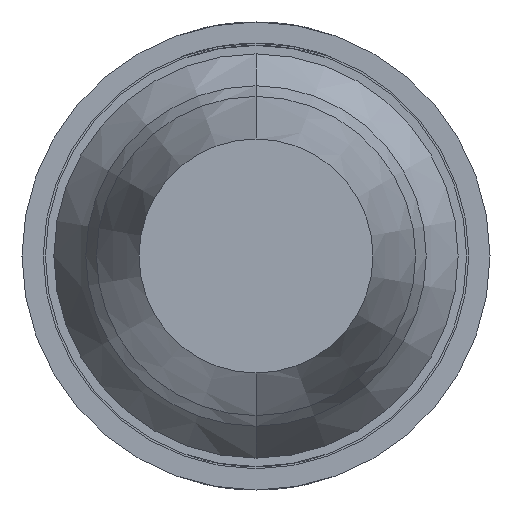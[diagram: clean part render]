
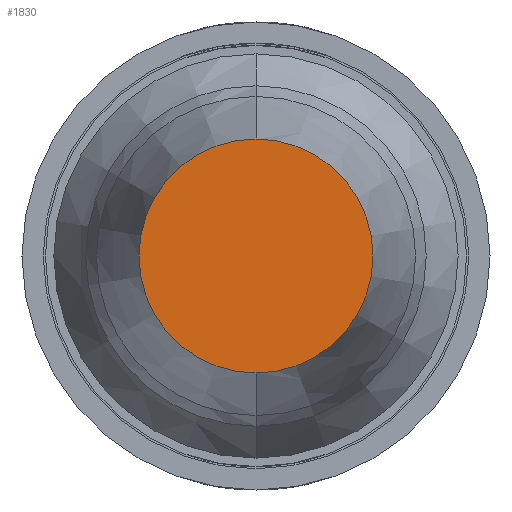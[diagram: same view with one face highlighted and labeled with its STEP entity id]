
A CAD part, front view. The second image highlights one B-rep face of the part: STEP entity #1830.
In plain terms, the highlighted planar face has unit normal (0, -1, 0).
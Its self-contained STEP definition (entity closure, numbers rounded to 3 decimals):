
#244 = AXIS2_PLACEMENT_3D ( 'NONE', #3444, #2315, #6597 ) ;
#419 = AXIS2_PLACEMENT_3D ( 'NONE', #1372, #3575, #1947 ) ;
#596 = AXIS2_PLACEMENT_3D ( 'NONE', #4009, #2967, #828 ) ;
#828 = DIRECTION ( 'NONE',  ( 0., 0., 1. ) ) ;
#1266 = EDGE_LOOP ( 'NONE', ( #4132, #1738 ) ) ;
#1372 = CARTESIAN_POINT ( 'NONE',  ( 0., -39.2, 0. ) ) ;
#1738 = ORIENTED_EDGE ( 'NONE', *, *, #1962, .F. ) ;
#1830 = ADVANCED_FACE ( 'Defeature ausgef�hrt2_49', ( #6029 ), #2291, .T. ) ;
#1876 = CARTESIAN_POINT ( 'NONE',  ( 0., -39.2, 0.55 ) ) ;
#1947 = DIRECTION ( 'NONE',  ( 0., 0., 1. ) ) ;
#1962 = EDGE_CURVE ( 'Defeature ausgef�hrt2_48+Defeature ausgef�hrt2_49+Defeature ausgef�hrt2_49+Defeature ausgef�hrt2_49', #2970, #4204, #3707, .T. ) ;
#2291 = PLANE ( 'NONE',  #244 ) ;
#2315 = DIRECTION ( 'NONE',  ( 0., -1., 0. ) ) ;
#2885 = CARTESIAN_POINT ( 'NONE',  ( 0., -39.2, -0.55 ) ) ;
#2967 = DIRECTION ( 'NONE',  ( 0., 1., 0. ) ) ;
#2970 = VERTEX_POINT ( 'NONE', #2885 ) ;
#3444 = CARTESIAN_POINT ( 'NONE',  ( -0.55, -39.2, 0. ) ) ;
#3575 = DIRECTION ( 'NONE',  ( 0., 1., 0. ) ) ;
#3707 = CIRCLE ( 'NONE', #419, 0.55 ) ;
#4009 = CARTESIAN_POINT ( 'NONE',  ( 0., -39.2, 0. ) ) ;
#4132 = ORIENTED_EDGE ( 'NONE', *, *, #4264, .F. ) ;
#4204 = VERTEX_POINT ( 'NONE', #1876 ) ;
#4264 = EDGE_CURVE ( 'Defeature ausgef�hrt2_48+Defeature ausgef�hrt2_49+Defeature ausgef�hrt2_49+Defeature ausgef�hrt2_49', #4204, #2970, #4512, .T. ) ;
#4512 = CIRCLE ( 'NONE', #596, 0.55 ) ;
#6029 = FACE_OUTER_BOUND ( 'NONE', #1266, .T. ) ;
#6597 = DIRECTION ( 'NONE',  ( 0., 0., -1. ) ) ;
